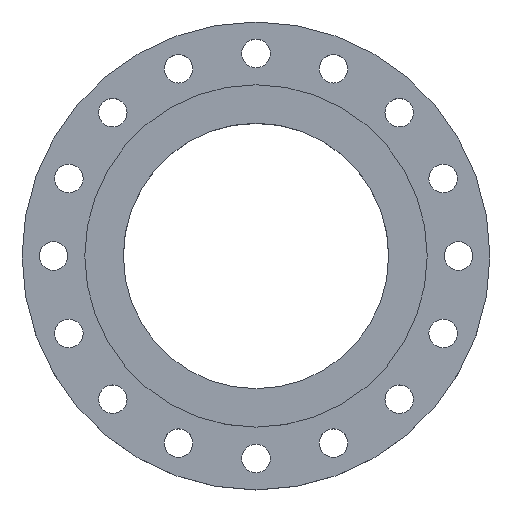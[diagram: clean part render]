
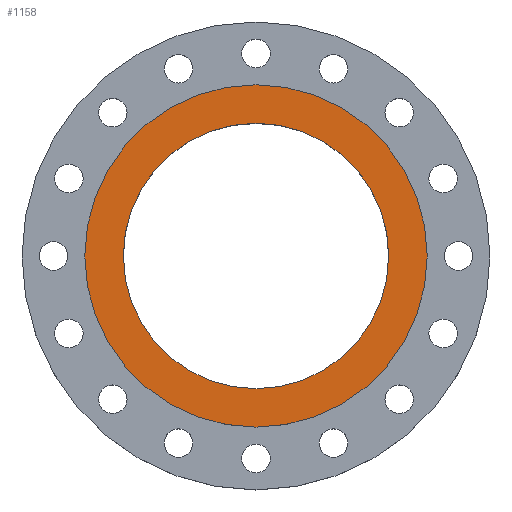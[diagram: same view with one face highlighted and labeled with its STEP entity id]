
A CAD part, top view. The second image highlights one B-rep face of the part: STEP entity #1158.
In plain terms, the highlighted planar face has unit normal (0, 0, 1).
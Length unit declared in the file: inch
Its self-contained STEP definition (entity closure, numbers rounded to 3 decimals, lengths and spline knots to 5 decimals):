
#34 = EDGE_CURVE ( 'NONE', #893, #62, #1587, .T. ) ;
#62 = VERTEX_POINT ( 'NONE', #316 ) ;
#85 = AXIS2_PLACEMENT_3D ( 'NONE', #1389, #832, #1230 ) ;
#138 = AXIS2_PLACEMENT_3D ( 'NONE', #986, #434, #731 ) ;
#182 = VERTEX_POINT ( 'NONE', #1194 ) ;
#258 = DIRECTION ( 'NONE',  ( 1., 0., 0. ) ) ;
#275 = AXIS2_PLACEMENT_3D ( 'NONE', #283, #660, #406 ) ;
#283 = CARTESIAN_POINT ( 'NONE',  ( 0., 5.813, 0. ) ) ;
#298 = CIRCLE ( 'NONE', #138, 7.5 ) ;
#304 = EDGE_CURVE ( 'NONE', #182, #1655, #1029, .T. ) ;
#316 = CARTESIAN_POINT ( 'NONE',  ( 7.5, 0., 0. ) ) ;
#406 = DIRECTION ( 'NONE',  ( -1., 0., 0. ) ) ;
#434 = DIRECTION ( 'NONE',  ( 0., 0., 1. ) ) ;
#458 = ORIENTED_EDGE ( 'NONE', *, *, #34, .T. ) ;
#538 = FACE_BOUND ( 'NONE', #681, .T. ) ;
#660 = DIRECTION ( 'NONE',  ( 0., 0., -1. ) ) ;
#669 = DIRECTION ( 'NONE',  ( 0., 0., 1. ) ) ;
#681 = EDGE_LOOP ( 'NONE', ( #1376, #1670 ) ) ;
#731 = DIRECTION ( 'NONE',  ( 1., 0., 0. ) ) ;
#795 = AXIS2_PLACEMENT_3D ( 'NONE', #1091, #1102, #258 ) ;
#823 = CIRCLE ( 'NONE', #795, 5.813 ) ;
#832 = DIRECTION ( 'NONE',  ( 0., 0., 1. ) ) ;
#843 = EDGE_LOOP ( 'NONE', ( #1051, #458 ) ) ;
#893 = VERTEX_POINT ( 'NONE', #1067 ) ;
#975 = PLANE ( 'NONE',  #275 ) ;
#986 = CARTESIAN_POINT ( 'NONE',  ( 0., 0., 0. ) ) ;
#1016 = CARTESIAN_POINT ( 'NONE',  ( 5.813, 0., 0. ) ) ;
#1029 = CIRCLE ( 'NONE', #85, 5.813 ) ;
#1051 = ORIENTED_EDGE ( 'NONE', *, *, #1208, .T. ) ;
#1067 = CARTESIAN_POINT ( 'NONE',  ( -7.5, 0., 0. ) ) ;
#1080 = EDGE_CURVE ( 'NONE', #1655, #182, #823, .T. ) ;
#1082 = CARTESIAN_POINT ( 'NONE',  ( 0., 0., 0. ) ) ;
#1091 = CARTESIAN_POINT ( 'NONE',  ( 0., 0., 0. ) ) ;
#1097 = FACE_OUTER_BOUND ( 'NONE', #843, .T. ) ;
#1102 = DIRECTION ( 'NONE',  ( 0., 0., 1. ) ) ;
#1158 = ADVANCED_FACE ( 'NONE', ( #538, #1097 ), #975, .F. ) ;
#1194 = CARTESIAN_POINT ( 'NONE',  ( -5.813, 0., 0. ) ) ;
#1208 = EDGE_CURVE ( 'NONE', #62, #893, #298, .T. ) ;
#1230 = DIRECTION ( 'NONE',  ( 1., 0., 0. ) ) ;
#1376 = ORIENTED_EDGE ( 'NONE', *, *, #1080, .F. ) ;
#1389 = CARTESIAN_POINT ( 'NONE',  ( 0., 0., 0. ) ) ;
#1548 = AXIS2_PLACEMENT_3D ( 'NONE', #1082, #669, #1613 ) ;
#1587 = CIRCLE ( 'NONE', #1548, 7.5 ) ;
#1613 = DIRECTION ( 'NONE',  ( 1., 0., 0. ) ) ;
#1655 = VERTEX_POINT ( 'NONE', #1016 ) ;
#1670 = ORIENTED_EDGE ( 'NONE', *, *, #304, .F. ) ;
